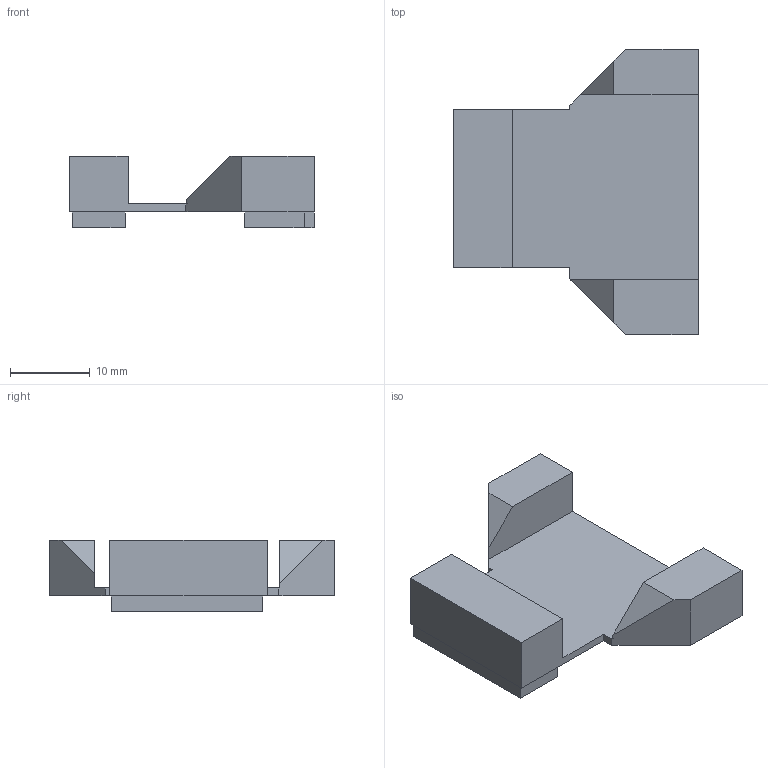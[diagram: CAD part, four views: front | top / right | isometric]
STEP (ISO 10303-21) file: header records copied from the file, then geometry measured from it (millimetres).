
FILE_DESCRIPTION(/* description */ (''),/* implementation_level */ '2;1');
FILE_NAME(/* name */ 'espholder.step',/* time_stamp */ '2024-10-16T20:58:23+02:00',/* author */ (''),/* organization */ (''),/* preprocessor_version */ 'ST-DEVELOPER v20',/* originating_system */ 'Autodesk Translation Framework v13.20.0.188',/* authorisation */ '');
FILE_SCHEMA (('AUTOMOTIVE_DESIGN { 1 0 10303 214 3 1 1 }'));
Length unit declared in the file: millimetre
Products named in the file (1): portable vpin
Bounding box: 30.63 x 35.8 x 9 mm (x, y, z)
Volume: 2610.1 mm3; surface area: 2678.1 mm2
Topology: 1 solids, 1 shells, 39 faces, 107 edges, 71 vertices
Faces by surface type: plane 39
Entity records: 1260 total; most frequent: CARTESIAN_POINT 218, ORIENTED_EDGE 214, DIRECTION 187, LINE 107, VECTOR 107, EDGE_CURVE 107, VERTEX_POINT 71, EDGE_LOOP 40
